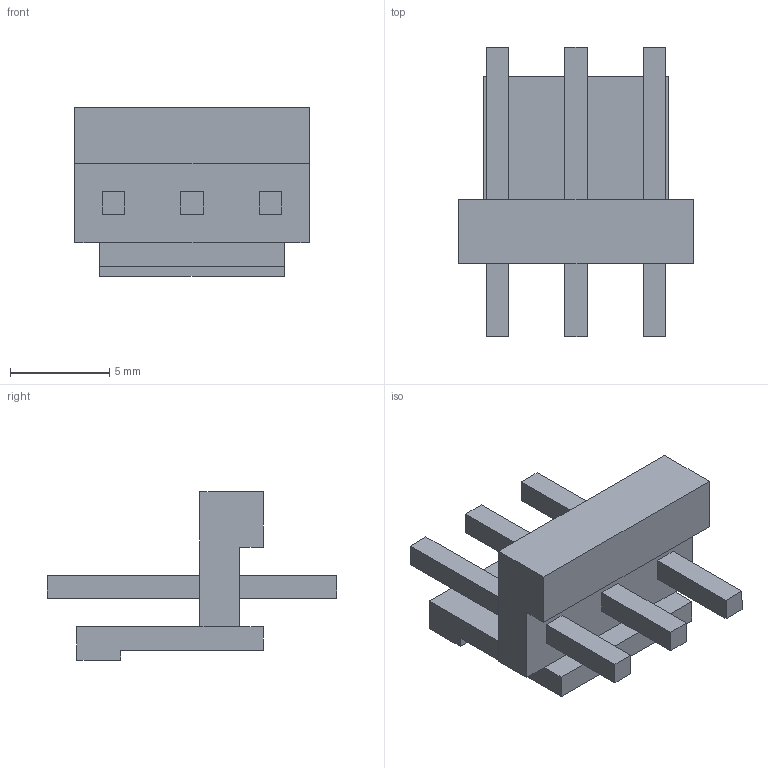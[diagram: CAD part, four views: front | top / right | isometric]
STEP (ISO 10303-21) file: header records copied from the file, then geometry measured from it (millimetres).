
FILE_DESCRIPTION (( 'STEP AP214' ), '1' );
FILE_NAME ('B3P-VH-B.STEP', '2010-06-15T04:53:16', ( 'JSTOEC' ), ( '' ), 'SwSTEP 2.0', 'SolidWorks 2005235', '' );
FILE_SCHEMA (( 'AUTOMOTIVE_DESIGN' ));
Length unit declared in the file: millimetre
Products named in the file (1): B3P-VH-B
Bounding box: 11.82 x 14.6 x 8.5 mm (x, y, z)
Volume: 365 mm3; surface area: 637.1 mm2
Topology: 1 solids, 1 shells, 48 faces, 116 edges, 76 vertices
Faces by surface type: plane 48
Entity records: 1721 total; most frequent: CARTESIAN_POINT 241, ORIENTED_EDGE 232, DIRECTION 214, EDGE_CURVE 116, VECTOR 116, LINE 116, VERTEX_POINT 76, EDGE_LOOP 54
